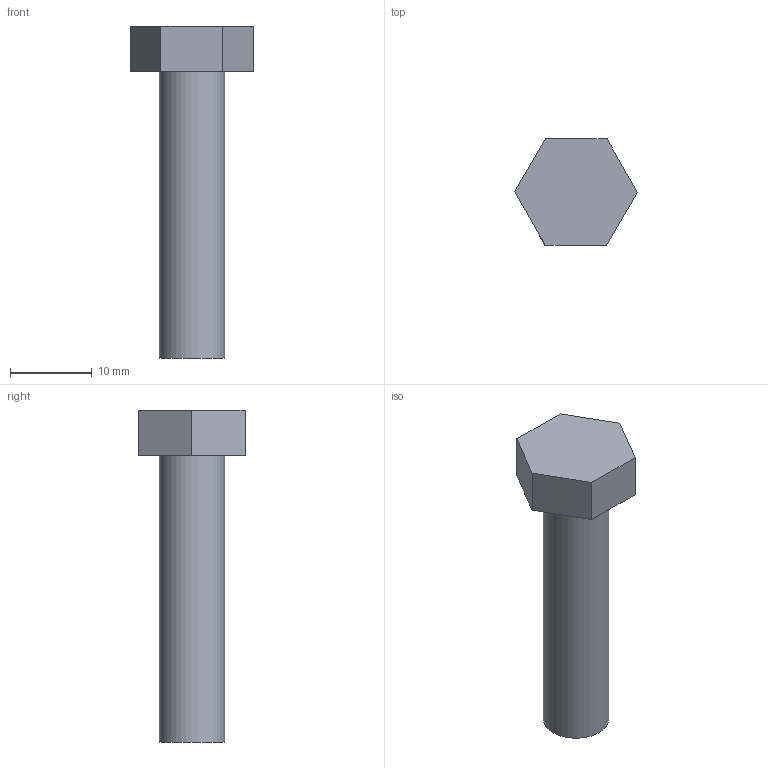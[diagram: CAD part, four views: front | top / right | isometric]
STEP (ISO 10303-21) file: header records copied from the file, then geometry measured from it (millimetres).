
FILE_DESCRIPTION(/* description */ (''),/* implementation_level */ '2;1');
FILE_NAME(/* name */ 'BM-31.step',/* time_stamp */ '2024-05-09T15:51:11+01:00',/* author */ (''),/* organization */ (''),/* preprocessor_version */ 'ST-DEVELOPER v20',/* originating_system */ 'Autodesk Translation Framework v12.20.1.177',/* authorisation */ '');
FILE_SCHEMA (('AUTOMOTIVE_DESIGN { 1 0 10303 214 3 1 1 }'));
Length unit declared in the file: millimetre
Products named in the file (1): BM-31
Bounding box: 15.01 x 13.05 x 40.54 mm (x, y, z)
Volume: 2570.1 mm3; surface area: 1421.8 mm2
Topology: 1 solids, 1 shells, 10 faces, 21 edges, 14 vertices
Faces by surface type: plane 9, cylinder 1
Full cylindrical faces by diameter (mm): 8 x1
Entity records: 300 total; most frequent: CARTESIAN_POINT 46, DIRECTION 45, ORIENTED_EDGE 42, EDGE_CURVE 21, LINE 19, VECTOR 19, VERTEX_POINT 14, AXIS2_PLACEMENT_3D 13
